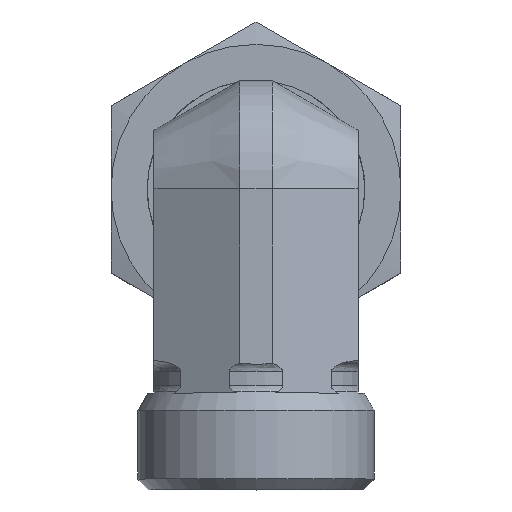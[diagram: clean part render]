
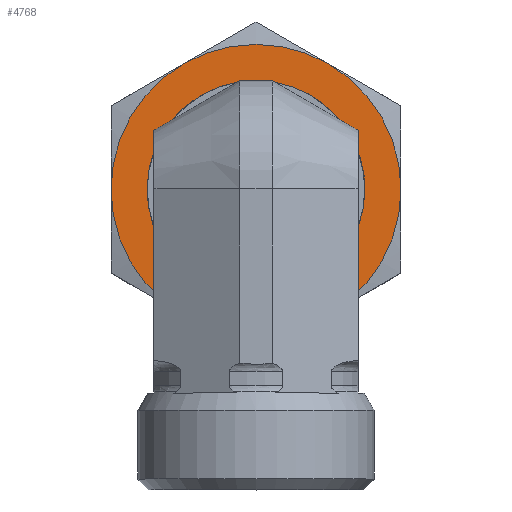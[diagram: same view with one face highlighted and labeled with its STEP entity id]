
A CAD part, top view. The second image highlights one B-rep face of the part: STEP entity #4768.
In plain terms, the highlighted planar face has unit normal (0, 0, 1).
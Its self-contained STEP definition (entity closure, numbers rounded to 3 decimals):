
#4172=CARTESIAN_POINT('',(13.5,0.,16.5));
#4173=VERTEX_POINT('',#4172);
#4226=CARTESIAN_POINT('',(6.75,11.691,16.5));
#4227=VERTEX_POINT('',#4226);
#4273=CARTESIAN_POINT('',(-6.75,11.691,16.5));
#4274=VERTEX_POINT('',#4273);
#4320=CARTESIAN_POINT('',(-13.5,0.,16.5));
#4321=VERTEX_POINT('',#4320);
#4383=CARTESIAN_POINT('',(-6.75,-11.691,16.5));
#4384=VERTEX_POINT('',#4383);
#4434=CARTESIAN_POINT('',(6.75,-11.691,16.5));
#4435=VERTEX_POINT('',#4434);
#4625=CARTESIAN_POINT('',(0.,0.,16.5));
#4626=DIRECTION('',(0.0,0.0,1.0));
#4627=DIRECTION('',(-1.0,0.0,0.0));
#4628=AXIS2_PLACEMENT_3D('',#4625,#4626,#4627);
#4629=CIRCLE('',#4628,13.5);
#4630=EDGE_CURVE('',#4384,#4435,#4629,.T.);
#4642=CARTESIAN_POINT('',(0.,0.,16.5));
#4643=DIRECTION('',(0.0,0.0,1.0));
#4644=DIRECTION('',(-1.0,0.0,0.0));
#4645=AXIS2_PLACEMENT_3D('',#4642,#4643,#4644);
#4646=CIRCLE('',#4645,13.5);
#4647=EDGE_CURVE('',#4321,#4384,#4646,.T.);
#4658=CARTESIAN_POINT('',(0.,0.,16.5));
#4659=DIRECTION('',(0.0,0.0,1.0));
#4660=DIRECTION('',(-1.0,0.0,0.0));
#4661=AXIS2_PLACEMENT_3D('',#4658,#4659,#4660);
#4662=CIRCLE('',#4661,13.5);
#4663=EDGE_CURVE('',#4274,#4321,#4662,.T.);
#4675=CARTESIAN_POINT('',(0.,0.,16.5));
#4676=DIRECTION('',(0.0,0.0,1.0));
#4677=DIRECTION('',(-1.0,0.0,0.0));
#4678=AXIS2_PLACEMENT_3D('',#4675,#4676,#4677);
#4679=CIRCLE('',#4678,13.5);
#4680=EDGE_CURVE('',#4227,#4274,#4679,.T.);
#4692=CARTESIAN_POINT('',(0.,0.,16.5));
#4693=DIRECTION('',(0.0,0.0,1.0));
#4694=DIRECTION('',(-1.0,0.0,0.0));
#4695=AXIS2_PLACEMENT_3D('',#4692,#4693,#4694);
#4696=CIRCLE('',#4695,13.5);
#4697=EDGE_CURVE('',#4173,#4227,#4696,.T.);
#4709=CARTESIAN_POINT('',(0.,0.,16.5));
#4710=DIRECTION('',(0.0,0.0,1.0));
#4711=DIRECTION('',(-1.0,0.0,0.0));
#4712=AXIS2_PLACEMENT_3D('',#4709,#4710,#4711);
#4713=CIRCLE('',#4712,13.5);
#4714=EDGE_CURVE('',#4435,#4173,#4713,.T.);
#4740=CARTESIAN_POINT('',(10.125,0.0,16.5));
#4741=VERTEX_POINT('',#4740);
#4742=CARTESIAN_POINT('',(0.0,0.0,16.5));
#4743=DIRECTION('',(0.0,0.0,-1.0));
#4744=DIRECTION('',(1.0,0.0,0.0));
#4745=AXIS2_PLACEMENT_3D('',#4742,#4743,#4744);
#4746=CIRCLE('',#4745,10.125);
#4747=EDGE_CURVE('',#4741,#4741,#4746,.T.);
#4752=CARTESIAN_POINT('',(0.,0.,16.5));
#4753=DIRECTION('',(0.0,0.0,1.0));
#4754=DIRECTION('',(1.0,0.0,0.0));
#4755=AXIS2_PLACEMENT_3D('',#4752,#4753,#4754);
#4756=PLANE('',#4755);
#4757=ORIENTED_EDGE('',*,*,#4714,.T.);
#4758=ORIENTED_EDGE('',*,*,#4697,.T.);
#4759=ORIENTED_EDGE('',*,*,#4680,.T.);
#4760=ORIENTED_EDGE('',*,*,#4663,.T.);
#4761=ORIENTED_EDGE('',*,*,#4647,.T.);
#4762=ORIENTED_EDGE('',*,*,#4630,.T.);
#4763=EDGE_LOOP('',(#4757,#4758,#4759,#4760,#4761,#4762));
#4764=FACE_OUTER_BOUND('',#4763,.T.);
#4765=ORIENTED_EDGE('',*,*,#4747,.T.);
#4766=EDGE_LOOP('',(#4765));
#4767=FACE_BOUND('',#4766,.T.);
#4768=ADVANCED_FACE('',(#4764,#4767),#4756,.T.);
